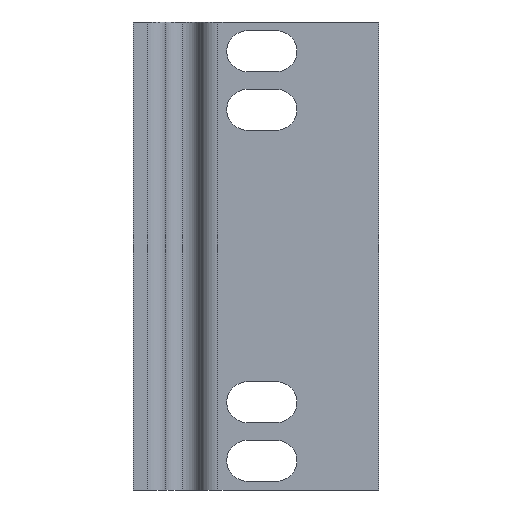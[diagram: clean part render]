
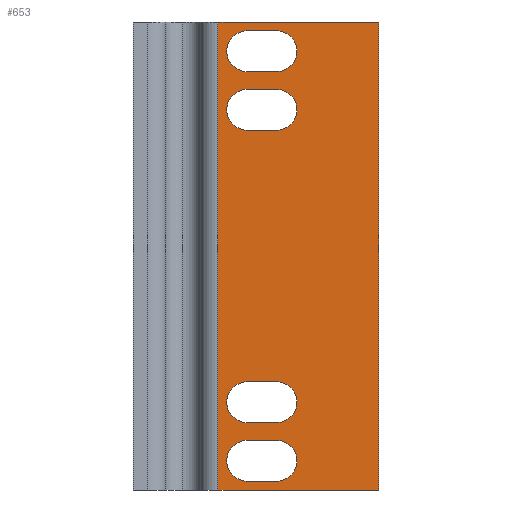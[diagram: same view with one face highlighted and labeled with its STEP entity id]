
A CAD part, left-side view. The second image highlights one B-rep face of the part: STEP entity #653.
In plain terms, the highlighted planar face has unit normal (-1, 0, 0).
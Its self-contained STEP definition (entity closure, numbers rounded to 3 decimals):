
#14=FACE_BOUND('',#87,.T.);
#15=FACE_BOUND('',#88,.T.);
#16=FACE_BOUND('',#89,.T.);
#17=FACE_BOUND('',#90,.T.);
#30=PLANE('',#724);
#54=FACE_OUTER_BOUND('',#86,.T.);
#86=EDGE_LOOP('',(#472,#473,#474,#475));
#87=EDGE_LOOP('',(#476,#477,#478,#479));
#88=EDGE_LOOP('',(#480,#481,#482,#483));
#89=EDGE_LOOP('',(#484,#485,#486,#487));
#90=EDGE_LOOP('',(#488,#489,#490,#491));
#114=LINE('',#959,#172);
#117=LINE('',#968,#175);
#122=LINE('',#983,#180);
#125=LINE('',#992,#183);
#130=LINE('',#1007,#188);
#133=LINE('',#1016,#191);
#138=LINE('',#1031,#196);
#141=LINE('',#1040,#199);
#142=LINE('',#1044,#200);
#143=LINE('',#1046,#201);
#144=LINE('',#1048,#202);
#145=LINE('',#1049,#203);
#172=VECTOR('',#770,10.);
#175=VECTOR('',#781,10.);
#180=VECTOR('',#794,10.);
#183=VECTOR('',#805,10.);
#188=VECTOR('',#818,10.);
#191=VECTOR('',#829,10.);
#196=VECTOR('',#842,10.);
#199=VECTOR('',#853,10.);
#200=VECTOR('',#856,10.);
#201=VECTOR('',#857,10.);
#202=VECTOR('',#858,10.);
#203=VECTOR('',#859,10.);
#227=CIRCLE('',#694,3.5);
#229=CIRCLE('',#698,3.5);
#231=CIRCLE('',#702,3.5);
#233=CIRCLE('',#706,3.5);
#235=CIRCLE('',#710,3.5);
#237=CIRCLE('',#714,3.5);
#239=CIRCLE('',#718,3.5);
#241=CIRCLE('',#722,3.5);
#260=VERTEX_POINT('',#949);
#261=VERTEX_POINT('',#951);
#263=VERTEX_POINT('',#957);
#265=VERTEX_POINT('',#963);
#268=VERTEX_POINT('',#973);
#269=VERTEX_POINT('',#975);
#271=VERTEX_POINT('',#981);
#273=VERTEX_POINT('',#987);
#276=VERTEX_POINT('',#997);
#277=VERTEX_POINT('',#999);
#279=VERTEX_POINT('',#1005);
#281=VERTEX_POINT('',#1011);
#284=VERTEX_POINT('',#1021);
#285=VERTEX_POINT('',#1023);
#287=VERTEX_POINT('',#1029);
#289=VERTEX_POINT('',#1035);
#290=VERTEX_POINT('',#1042);
#291=VERTEX_POINT('',#1043);
#292=VERTEX_POINT('',#1045);
#293=VERTEX_POINT('',#1047);
#320=EDGE_CURVE('',#261,#260,#227,.T.);
#324=EDGE_CURVE('',#260,#263,#114,.T.);
#327=EDGE_CURVE('',#263,#265,#229,.T.);
#329=EDGE_CURVE('',#265,#261,#117,.T.);
#332=EDGE_CURVE('',#269,#268,#231,.T.);
#336=EDGE_CURVE('',#268,#271,#122,.T.);
#339=EDGE_CURVE('',#271,#273,#233,.T.);
#341=EDGE_CURVE('',#273,#269,#125,.T.);
#344=EDGE_CURVE('',#277,#276,#235,.T.);
#348=EDGE_CURVE('',#276,#279,#130,.T.);
#351=EDGE_CURVE('',#279,#281,#237,.T.);
#353=EDGE_CURVE('',#281,#277,#133,.T.);
#356=EDGE_CURVE('',#285,#284,#239,.T.);
#360=EDGE_CURVE('',#284,#287,#138,.T.);
#363=EDGE_CURVE('',#287,#289,#241,.T.);
#365=EDGE_CURVE('',#289,#285,#141,.T.);
#366=EDGE_CURVE('',#290,#291,#142,.T.);
#367=EDGE_CURVE('',#290,#292,#143,.T.);
#368=EDGE_CURVE('',#293,#292,#144,.T.);
#369=EDGE_CURVE('',#291,#293,#145,.T.);
#472=ORIENTED_EDGE('',*,*,#366,.F.);
#473=ORIENTED_EDGE('',*,*,#367,.T.);
#474=ORIENTED_EDGE('',*,*,#368,.F.);
#475=ORIENTED_EDGE('',*,*,#369,.F.);
#476=ORIENTED_EDGE('',*,*,#320,.T.);
#477=ORIENTED_EDGE('',*,*,#324,.T.);
#478=ORIENTED_EDGE('',*,*,#327,.T.);
#479=ORIENTED_EDGE('',*,*,#329,.T.);
#480=ORIENTED_EDGE('',*,*,#332,.T.);
#481=ORIENTED_EDGE('',*,*,#336,.T.);
#482=ORIENTED_EDGE('',*,*,#339,.T.);
#483=ORIENTED_EDGE('',*,*,#341,.T.);
#484=ORIENTED_EDGE('',*,*,#344,.T.);
#485=ORIENTED_EDGE('',*,*,#348,.T.);
#486=ORIENTED_EDGE('',*,*,#351,.T.);
#487=ORIENTED_EDGE('',*,*,#353,.T.);
#488=ORIENTED_EDGE('',*,*,#356,.T.);
#489=ORIENTED_EDGE('',*,*,#360,.T.);
#490=ORIENTED_EDGE('',*,*,#363,.T.);
#491=ORIENTED_EDGE('',*,*,#365,.T.);
#653=ADVANCED_FACE('',(#54,#14,#15,#16,#17),#30,.T.);
#694=AXIS2_PLACEMENT_3D('',#952,#763,#764);
#698=AXIS2_PLACEMENT_3D('',#965,#776,#777);
#702=AXIS2_PLACEMENT_3D('',#976,#787,#788);
#706=AXIS2_PLACEMENT_3D('',#989,#800,#801);
#710=AXIS2_PLACEMENT_3D('',#1000,#811,#812);
#714=AXIS2_PLACEMENT_3D('',#1013,#824,#825);
#718=AXIS2_PLACEMENT_3D('',#1024,#835,#836);
#722=AXIS2_PLACEMENT_3D('',#1037,#848,#849);
#724=AXIS2_PLACEMENT_3D('',#1041,#854,#855);
#763=DIRECTION('center_axis',(1.,0.,0.));
#764=DIRECTION('ref_axis',(0.,0.,-1.));
#770=DIRECTION('',(0.,-1.,0.));
#776=DIRECTION('center_axis',(1.,0.,0.));
#777=DIRECTION('ref_axis',(0.,0.,1.));
#781=DIRECTION('',(0.,1.,0.));
#787=DIRECTION('center_axis',(1.,0.,0.));
#788=DIRECTION('ref_axis',(0.,0.,-1.));
#794=DIRECTION('',(0.,-1.,0.));
#800=DIRECTION('center_axis',(1.,0.,0.));
#801=DIRECTION('ref_axis',(0.,0.,1.));
#805=DIRECTION('',(0.,1.,0.));
#811=DIRECTION('center_axis',(1.,0.,0.));
#812=DIRECTION('ref_axis',(0.,0.,-1.));
#818=DIRECTION('',(0.,-1.,0.));
#824=DIRECTION('center_axis',(1.,0.,0.));
#825=DIRECTION('ref_axis',(0.,0.,1.));
#829=DIRECTION('',(0.,1.,0.));
#835=DIRECTION('center_axis',(1.,0.,0.));
#836=DIRECTION('ref_axis',(0.,0.,-1.));
#842=DIRECTION('',(0.,-1.,0.));
#848=DIRECTION('center_axis',(1.,0.,0.));
#849=DIRECTION('ref_axis',(0.,0.,1.));
#853=DIRECTION('',(0.,1.,0.));
#854=DIRECTION('center_axis',(-1.,0.,0.));
#855=DIRECTION('ref_axis',(0.,1.,0.));
#856=DIRECTION('',(0.,-1.,0.));
#857=DIRECTION('',(0.,0.,-1.));
#858=DIRECTION('',(0.,1.,0.));
#859=DIRECTION('',(0.,0.,-1.));
#949=CARTESIAN_POINT('',(0.,22.5,-71.5));
#951=CARTESIAN_POINT('',(0.,22.5,-78.5));
#952=CARTESIAN_POINT('Origin',(0.,22.5,-75.));
#957=CARTESIAN_POINT('',(0.,17.5,-71.5));
#959=CARTESIAN_POINT('',(0.,8.75,-71.5));
#963=CARTESIAN_POINT('',(0.,17.5,-78.5));
#965=CARTESIAN_POINT('Origin',(0.,17.5,-75.));
#968=CARTESIAN_POINT('',(0.,11.25,-78.5));
#973=CARTESIAN_POINT('',(0.,22.5,-1.5));
#975=CARTESIAN_POINT('',(0.,22.5,-8.5));
#976=CARTESIAN_POINT('Origin',(0.,22.5,-5.));
#981=CARTESIAN_POINT('',(0.,17.5,-1.5));
#983=CARTESIAN_POINT('',(0.,8.75,-1.5));
#987=CARTESIAN_POINT('',(0.,17.5,-8.5));
#989=CARTESIAN_POINT('Origin',(0.,17.5,-5.));
#992=CARTESIAN_POINT('',(0.,11.25,-8.5));
#997=CARTESIAN_POINT('',(0.,22.5,-11.5));
#999=CARTESIAN_POINT('',(0.,22.5,-18.5));
#1000=CARTESIAN_POINT('Origin',(0.,22.5,-15.));
#1005=CARTESIAN_POINT('',(0.,17.5,-11.5));
#1007=CARTESIAN_POINT('',(0.,8.75,-11.5));
#1011=CARTESIAN_POINT('',(0.,17.5,-18.5));
#1013=CARTESIAN_POINT('Origin',(0.,17.5,-15.));
#1016=CARTESIAN_POINT('',(0.,11.25,-18.5));
#1021=CARTESIAN_POINT('',(0.,22.5,-61.5));
#1023=CARTESIAN_POINT('',(0.,22.5,-68.5));
#1024=CARTESIAN_POINT('Origin',(0.,22.5,-65.));
#1029=CARTESIAN_POINT('',(0.,17.5,-61.5));
#1031=CARTESIAN_POINT('',(0.,8.75,-61.5));
#1035=CARTESIAN_POINT('',(0.,17.5,-68.5));
#1037=CARTESIAN_POINT('Origin',(0.,17.5,-65.));
#1040=CARTESIAN_POINT('',(0.,11.25,-68.5));
#1041=CARTESIAN_POINT('Origin',(0.,0.,0.));
#1042=CARTESIAN_POINT('',(0.,27.5,0.));
#1043=CARTESIAN_POINT('',(0.,0.,0.));
#1044=CARTESIAN_POINT('',(0.,27.5,0.));
#1045=CARTESIAN_POINT('',(0.,27.5,-80.));
#1046=CARTESIAN_POINT('',(0.,27.5,0.));
#1047=CARTESIAN_POINT('',(0.,0.,-80.));
#1048=CARTESIAN_POINT('',(0.,27.5,-80.));
#1049=CARTESIAN_POINT('',(0.,0.,0.));
